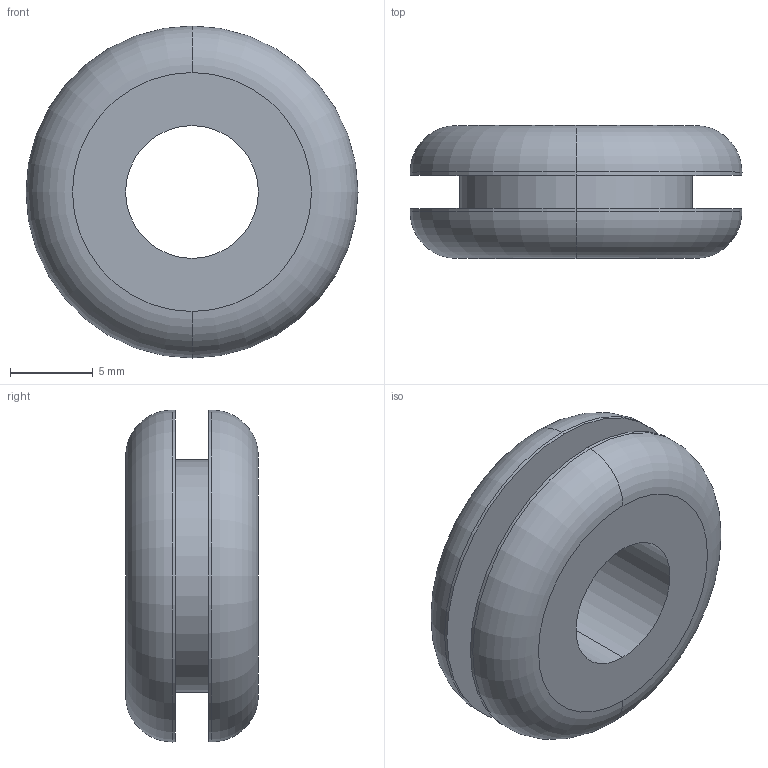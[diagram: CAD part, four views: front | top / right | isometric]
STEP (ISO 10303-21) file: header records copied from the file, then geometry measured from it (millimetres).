
FILE_DESCRIPTION (( 'STEP AP203' ), '1' );
FILE_NAME ('C-30-BW-8-2.STEP', '2006-06-07T10:14:39', ( ' ' ), ( ' ' ), 'SwSTEP 2.0', 'SolidWorks 2005204', '' );
FILE_SCHEMA (( 'CONFIG_CONTROL_DESIGN' ));
Length unit declared in the file: millimetre
Products named in the file (1): C-30-BW-8-2
Bounding box: 20 x 8 x 20 mm (x, y, z)
Volume: 1592.5 mm3; surface area: 1356.3 mm2
Topology: 1 solids, 1 shells, 16 faces, 32 edges, 20 vertices
Faces by surface type: cylinder 8, plane 4, torus 4
Entity records: 509 total; most frequent: DIRECTION 90, CARTESIAN_POINT 69, ORIENTED_EDGE 64, AXIS2_PLACEMENT_3D 41, EDGE_CURVE 32, CIRCLE 24, VERTEX_POINT 20, EDGE_LOOP 20
